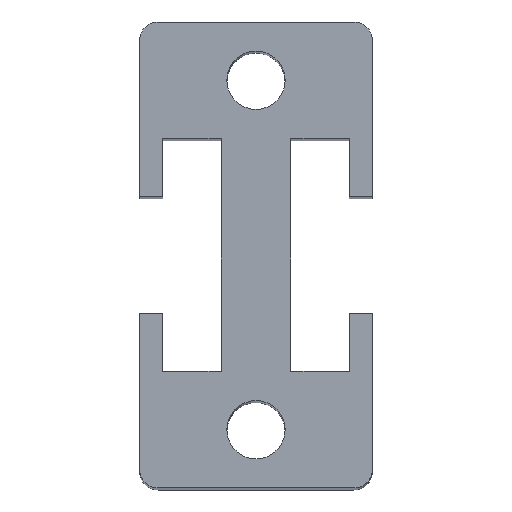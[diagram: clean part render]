
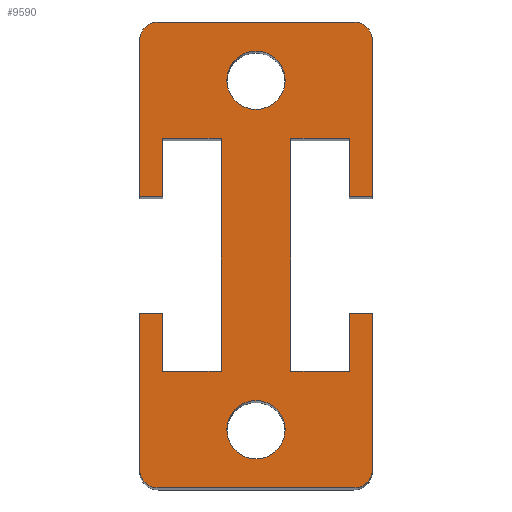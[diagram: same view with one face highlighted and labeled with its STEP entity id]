
A CAD part, top view. The second image highlights one B-rep face of the part: STEP entity #9590.
In plain terms, the highlighted planar face has unit normal (0, 0, 1).
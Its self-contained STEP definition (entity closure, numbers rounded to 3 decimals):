
#60=CARTESIAN_POINT('',(-16.83,-34.662,100.));
#70=DIRECTION('',(-1.,0.,0.));
#80=VECTOR('',#70,1.);
#90=LINE('',#60,#80);
#100=CARTESIAN_POINT('',(-13.43,-34.662,100.));
#110=VERTEX_POINT('',#100);
#120=CARTESIAN_POINT('',(-30.23,-34.662,100.));
#130=VERTEX_POINT('',#120);
#140=EDGE_CURVE('',#110,#130,#90,.T.);
#600=CARTESIAN_POINT('',(-13.43,5.338,100.));
#610=VERTEX_POINT('',#600);
#640=CARTESIAN_POINT('',(-31.83,5.338,100.));
#650=DIRECTION('',(1.,0.,0.));
#660=VECTOR('',#650,1.);
#670=LINE('',#640,#660);
#680=CARTESIAN_POINT('',(-30.23,5.338,100.));
#690=VERTEX_POINT('',#680);
#700=EDGE_CURVE('',#690,#610,#670,.T.);
#1010=CARTESIAN_POINT('',(-19.33,0.338,100.));
#1020=VERTEX_POINT('',#1010);
#1050=CARTESIAN_POINT('',(-21.83,0.338,100.));
#1060=DIRECTION('',(0.,0.,1.));
#1070=DIRECTION('',(1.,0.,0.));
#1080=AXIS2_PLACEMENT_3D('',#1050,#1060,#1070);
#1090=CIRCLE('',#1080,2.5);
#1100=CARTESIAN_POINT('',(-21.83,-2.162,100.));
#1110=VERTEX_POINT('',#1100);
#1120=EDGE_CURVE('',#1110,#1020,#1090,.T.);
#1140=CARTESIAN_POINT('',(-24.33,0.338,100.));
#1150=VERTEX_POINT('',#1140);
#1160=EDGE_CURVE('',#1150,#1110,#1090,.T.);
#3520=CARTESIAN_POINT('',(-24.33,-29.662,100.));
#3530=VERTEX_POINT('',#3520);
#3560=CARTESIAN_POINT('',(-21.83,-29.662,100.));
#3570=DIRECTION('',(0.,0.,1.));
#3580=DIRECTION('',(1.,0.,0.));
#3590=AXIS2_PLACEMENT_3D('',#3560,#3570,#3580);
#3600=CIRCLE('',#3590,2.5);
#3610=CARTESIAN_POINT('',(-19.33,-29.662,100.));
#3620=VERTEX_POINT('',#3610);
#3630=EDGE_CURVE('',#3620,#3530,#3600,.T.);
#3800=CARTESIAN_POINT('',(-31.83,-34.662,100.));
#3810=DIRECTION('',(0.,1.,0.));
#3820=VECTOR('',#3810,1.);
#3830=LINE('',#3800,#3820);
#3840=CARTESIAN_POINT('',(-31.83,-33.062,100.));
#3850=VERTEX_POINT('',#3840);
#3860=CARTESIAN_POINT('',(-31.83,-19.662,100.));
#3870=VERTEX_POINT('',#3860);
#3880=EDGE_CURVE('',#3850,#3870,#3830,.T.);
#4110=CARTESIAN_POINT('',(-31.83,-19.662,100.));
#4120=DIRECTION('',(1.,0.,0.));
#4130=VECTOR('',#4120,1.);
#4140=LINE('',#4110,#4130);
#4150=CARTESIAN_POINT('',(-29.83,-19.662,100.));
#4160=VERTEX_POINT('',#4150);
#4170=EDGE_CURVE('',#3870,#4160,#4140,.T.);
#4350=CARTESIAN_POINT('',(-29.83,-19.662,100.));
#4360=DIRECTION('',(0.,-1.,0.));
#4370=VECTOR('',#4360,1.);
#4380=LINE('',#4350,#4370);
#4390=CARTESIAN_POINT('',(-29.83,-24.662,100.));
#4400=VERTEX_POINT('',#4390);
#4410=EDGE_CURVE('',#4160,#4400,#4380,.T.);
#4590=CARTESIAN_POINT('',(-29.83,-24.662,100.));
#4600=DIRECTION('',(1.,0.,0.));
#4610=VECTOR('',#4600,1.);
#4620=LINE('',#4590,#4610);
#4630=CARTESIAN_POINT('',(-24.83,-24.662,100.));
#4640=VERTEX_POINT('',#4630);
#4650=EDGE_CURVE('',#4400,#4640,#4620,.T.);
#4830=CARTESIAN_POINT('',(-24.83,-24.662,100.));
#4840=DIRECTION('',(0.,1.,0.));
#4850=VECTOR('',#4840,1.);
#4860=LINE('',#4830,#4850);
#4870=CARTESIAN_POINT('',(-24.83,-4.662,100.));
#4880=VERTEX_POINT('',#4870);
#4890=EDGE_CURVE('',#4640,#4880,#4860,.T.);
#5070=CARTESIAN_POINT('',(-24.83,-4.662,100.));
#5080=DIRECTION('',(-1.,0.,0.));
#5090=VECTOR('',#5080,1.);
#5100=LINE('',#5070,#5090);
#5110=CARTESIAN_POINT('',(-29.83,-4.662,100.));
#5120=VERTEX_POINT('',#5110);
#5130=EDGE_CURVE('',#4880,#5120,#5100,.T.);
#5310=CARTESIAN_POINT('',(-29.83,-4.662,100.));
#5320=DIRECTION('',(0.,-1.,0.));
#5330=VECTOR('',#5320,1.);
#5340=LINE('',#5310,#5330);
#5350=CARTESIAN_POINT('',(-29.83,-9.662,100.));
#5360=VERTEX_POINT('',#5350);
#5370=EDGE_CURVE('',#5120,#5360,#5340,.T.);
#5550=CARTESIAN_POINT('',(-29.83,-9.662,100.));
#5560=DIRECTION('',(-1.,0.,0.));
#5570=VECTOR('',#5560,1.);
#5580=LINE('',#5550,#5570);
#5590=CARTESIAN_POINT('',(-31.83,-9.662,100.));
#5600=VERTEX_POINT('',#5590);
#5610=EDGE_CURVE('',#5360,#5600,#5580,.T.);
#5790=CARTESIAN_POINT('',(-31.83,-9.662,100.));
#5800=DIRECTION('',(0.,1.,0.));
#5810=VECTOR('',#5800,1.);
#5820=LINE('',#5790,#5810);
#5830=CARTESIAN_POINT('',(-31.83,3.738,100.));
#5840=VERTEX_POINT('',#5830);
#5850=EDGE_CURVE('',#5600,#5840,#5820,.T.);
#6030=CARTESIAN_POINT('',(-30.23,3.738,100.));
#6040=DIRECTION('',(0.,0.,1.));
#6050=DIRECTION('',(1.,0.,0.));
#6060=AXIS2_PLACEMENT_3D('',#6030,#6040,#6050);
#6070=CIRCLE('',#6060,1.6);
#6080=EDGE_CURVE('',#690,#5840,#6070,.T.);
#6230=CARTESIAN_POINT('',(-30.23,-33.062,100.));
#6240=DIRECTION('',(0.,0.,-1.));
#6250=DIRECTION('',(-1.,0.,0.));
#6260=AXIS2_PLACEMENT_3D('',#6230,#6240,#6250);
#6270=CIRCLE('',#6260,1.6);
#6280=EDGE_CURVE('',#130,#3850,#6270,.T.);
#6390=CARTESIAN_POINT('',(-13.83,-9.662,100.));
#6400=DIRECTION('',(0.,1.,0.));
#6410=VECTOR('',#6400,1.);
#6420=LINE('',#6390,#6410);
#6430=CARTESIAN_POINT('',(-13.83,-9.662,100.));
#6440=VERTEX_POINT('',#6430);
#6450=CARTESIAN_POINT('',(-13.83,-4.662,100.));
#6460=VERTEX_POINT('',#6450);
#6470=EDGE_CURVE('',#6440,#6460,#6420,.T.);
#6720=CARTESIAN_POINT('',(-13.43,-33.062,100.));
#6730=DIRECTION('',(0.,0.,-1.));
#6740=DIRECTION('',(0.,-1.,0.));
#6750=AXIS2_PLACEMENT_3D('',#6720,#6730,#6740);
#6760=CIRCLE('',#6750,1.6);
#6770=CARTESIAN_POINT('',(-11.83,-33.062,100.));
#6780=VERTEX_POINT('',#6770);
#6790=EDGE_CURVE('',#6780,#110,#6760,.T.);
#6950=CARTESIAN_POINT('',(-13.83,-4.662,100.));
#6960=DIRECTION('',(-1.,0.,0.));
#6970=VECTOR('',#6960,1.);
#6980=LINE('',#6950,#6970);
#6990=CARTESIAN_POINT('',(-18.83,-4.662,100.));
#7000=VERTEX_POINT('',#6990);
#7010=EDGE_CURVE('',#6460,#7000,#6980,.T.);
#7190=CARTESIAN_POINT('',(-11.83,5.338,100.));
#7200=DIRECTION('',(0.,-1.,0.));
#7210=VECTOR('',#7200,1.);
#7220=LINE('',#7190,#7210);
#7230=CARTESIAN_POINT('',(-11.83,3.738,100.));
#7240=VERTEX_POINT('',#7230);
#7250=CARTESIAN_POINT('',(-11.83,-9.662,100.));
#7260=VERTEX_POINT('',#7250);
#7270=EDGE_CURVE('',#7240,#7260,#7220,.T.);
#7500=CARTESIAN_POINT('',(-13.43,3.738,100.));
#7510=DIRECTION('',(0.,0.,1.));
#7520=DIRECTION('',(0.,-1.,0.));
#7530=AXIS2_PLACEMENT_3D('',#7500,#7510,#7520);
#7540=CIRCLE('',#7530,1.6);
#7550=EDGE_CURVE('',#7240,#610,#7540,.T.);
#7680=CARTESIAN_POINT('',(-11.83,-9.662,100.));
#7690=DIRECTION('',(-1.,0.,0.));
#7700=VECTOR('',#7690,1.);
#7710=LINE('',#7680,#7700);
#7720=EDGE_CURVE('',#7260,#6440,#7710,.T.);
#7860=CARTESIAN_POINT('',(-11.83,-19.662,100.));
#7870=DIRECTION('',(0.,-1.,0.));
#7880=VECTOR('',#7870,1.);
#7890=LINE('',#7860,#7880);
#7900=CARTESIAN_POINT('',(-11.83,-19.662,100.));
#7910=VERTEX_POINT('',#7900);
#7920=EDGE_CURVE('',#7910,#6780,#7890,.T.);
#8090=CARTESIAN_POINT('',(-13.83,-19.662,100.));
#8100=DIRECTION('',(1.,0.,0.));
#8110=VECTOR('',#8100,1.);
#8120=LINE('',#8090,#8110);
#8130=CARTESIAN_POINT('',(-13.83,-19.662,100.));
#8140=VERTEX_POINT('',#8130);
#8150=EDGE_CURVE('',#8140,#7910,#8120,.T.);
#8330=CARTESIAN_POINT('',(-13.83,-24.662,100.));
#8340=DIRECTION('',(0.,1.,0.));
#8350=VECTOR('',#8340,1.);
#8360=LINE('',#8330,#8350);
#8370=CARTESIAN_POINT('',(-13.83,-24.662,100.));
#8380=VERTEX_POINT('',#8370);
#8390=EDGE_CURVE('',#8380,#8140,#8360,.T.);
#8570=CARTESIAN_POINT('',(-18.83,-24.662,100.));
#8580=DIRECTION('',(1.,0.,0.));
#8590=VECTOR('',#8580,1.);
#8600=LINE('',#8570,#8590);
#8610=CARTESIAN_POINT('',(-18.83,-24.662,100.));
#8620=VERTEX_POINT('',#8610);
#8630=EDGE_CURVE('',#8620,#8380,#8600,.T.);
#8810=CARTESIAN_POINT('',(-18.83,-4.662,100.));
#8820=DIRECTION('',(0.,-1.,0.));
#8830=VECTOR('',#8820,1.);
#8840=LINE('',#8810,#8830);
#8850=EDGE_CURVE('',#7000,#8620,#8840,.T.);
#9010=EDGE_CURVE('',#3530,#3620,#3600,.T.);
#9130=EDGE_CURVE('',#1020,#1150,#1090,.T.);
#9190=CARTESIAN_POINT('',(0.,0.,100.));
#9200=DIRECTION('',(0.,0.,1.));
#9210=DIRECTION('',(1.,0.,0.));
#9220=AXIS2_PLACEMENT_3D('',#9190,#9200,#9210);
#9230=PLANE('',#9220);
#9240=ORIENTED_EDGE('',*,*,#3630,.F.);
#9250=ORIENTED_EDGE('',*,*,#9010,.F.);
#9260=EDGE_LOOP('',(#9250,#9240));
#9270=FACE_BOUND('',#9260,.T.);
#9280=ORIENTED_EDGE('',*,*,#1120,.F.);
#9290=ORIENTED_EDGE('',*,*,#9130,.F.);
#9300=ORIENTED_EDGE('',*,*,#1160,.F.);
#9310=EDGE_LOOP('',(#9300,#9290,#9280));
#9320=FACE_BOUND('',#9310,.T.);
#9330=ORIENTED_EDGE('',*,*,#7550,.T.);
#9340=ORIENTED_EDGE('',*,*,#7270,.F.);
#9350=ORIENTED_EDGE('',*,*,#7720,.F.);
#9360=ORIENTED_EDGE('',*,*,#6470,.F.);
#9370=ORIENTED_EDGE('',*,*,#7010,.F.);
#9380=ORIENTED_EDGE('',*,*,#8850,.F.);
#9390=ORIENTED_EDGE('',*,*,#8630,.F.);
#9400=ORIENTED_EDGE('',*,*,#8390,.F.);
#9410=ORIENTED_EDGE('',*,*,#8150,.F.);
#9420=ORIENTED_EDGE('',*,*,#7920,.F.);
#9430=ORIENTED_EDGE('',*,*,#6790,.F.);
#9440=ORIENTED_EDGE('',*,*,#140,.F.);
#9450=ORIENTED_EDGE('',*,*,#6280,.F.);
#9460=ORIENTED_EDGE('',*,*,#3880,.F.);
#9470=ORIENTED_EDGE('',*,*,#4170,.F.);
#9480=ORIENTED_EDGE('',*,*,#4410,.F.);
#9490=ORIENTED_EDGE('',*,*,#4650,.F.);
#9500=ORIENTED_EDGE('',*,*,#4890,.F.);
#9510=ORIENTED_EDGE('',*,*,#5130,.F.);
#9520=ORIENTED_EDGE('',*,*,#5370,.F.);
#9530=ORIENTED_EDGE('',*,*,#5610,.F.);
#9540=ORIENTED_EDGE('',*,*,#5850,.F.);
#9550=ORIENTED_EDGE('',*,*,#6080,.T.);
#9560=ORIENTED_EDGE('',*,*,#700,.F.);
#9570=EDGE_LOOP('',(#9560,#9550,#9540,#9530,#9520,#9510,#9500,#9490,
#9480,#9470,#9460,#9450,#9440,#9430,#9420,#9410,#9400,#9390,#9380,#9370,
#9360,#9350,#9340,#9330));
#9580=FACE_OUTER_BOUND('',#9570,.T.);
#9590=ADVANCED_FACE('',(#9270,#9320,#9580),#9230,.T.);
